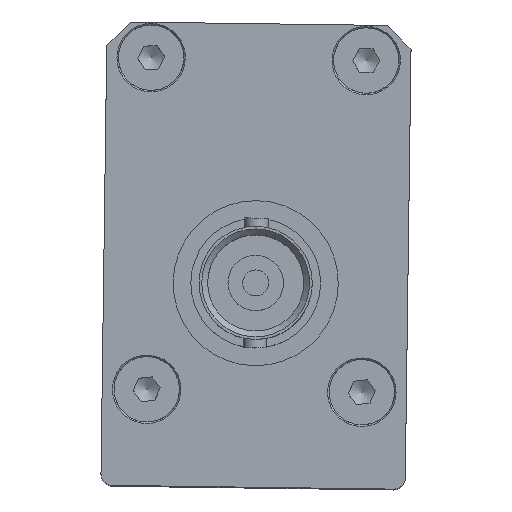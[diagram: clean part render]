
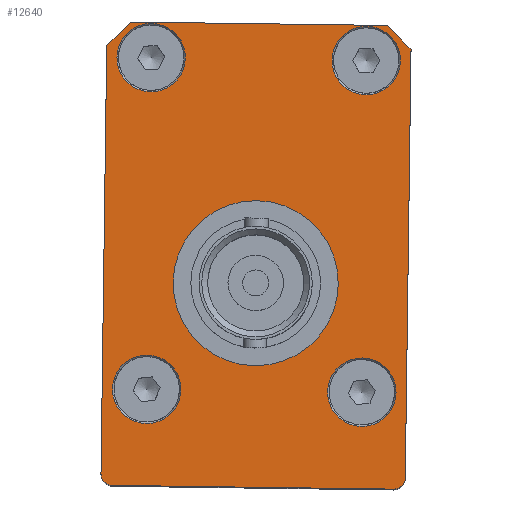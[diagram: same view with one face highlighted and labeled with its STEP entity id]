
A CAD part, top view. The second image highlights one B-rep face of the part: STEP entity #12640.
In plain terms, the highlighted planar face has unit normal (0, 0, 1).
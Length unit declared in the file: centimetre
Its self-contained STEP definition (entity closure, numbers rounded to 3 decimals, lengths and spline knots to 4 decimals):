
#459=FACE_BOUND($,#2197,.T.);
#460=FACE_BOUND($,#2198,.T.);
#461=FACE_BOUND($,#2199,.T.);
#462=FACE_BOUND($,#2200,.T.);
#463=FACE_BOUND($,#2201,.T.);
#464=FACE_BOUND($,#2202,.T.);
#730=CIRCLE($,#13390,0.7);
#731=CIRCLE($,#13391,0.7);
#732=CIRCLE($,#13392,0.1);
#733=CIRCLE($,#13393,0.1);
#734=CIRCLE($,#13394,0.29);
#735=CIRCLE($,#13395,0.29);
#736=CIRCLE($,#13396,0.29);
#737=CIRCLE($,#13397,0.29);
#2197=EDGE_LOOP($,(#10549,#10550));
#2198=EDGE_LOOP($,(#10551,#10552,#10553,#10554,#10555,#10556,#10557,#10558));
#2199=EDGE_LOOP($,(#10559));
#2200=EDGE_LOOP($,(#10560));
#2201=EDGE_LOOP($,(#10561));
#2202=EDGE_LOOP($,(#10562));
#3505=LINE($,#20899,#4732);
#3506=LINE($,#20901,#4733);
#3507=LINE($,#20903,#4734);
#3508=LINE($,#20905,#4735);
#3509=LINE($,#20907,#4736);
#3510=LINE($,#20910,#4737);
#4732=VECTOR($,#16057,3.63);
#4733=VECTOR($,#16058,0.2828);
#4734=VECTOR($,#16059,2.18);
#4735=VECTOR($,#16060,0.2828);
#4736=VECTOR($,#16061,3.63);
#4737=VECTOR($,#16064,2.38);
#5847=VERTEX_POINT($,#20891);
#5848=VERTEX_POINT($,#20892);
#5849=VERTEX_POINT($,#20895);
#5850=VERTEX_POINT($,#20896);
#5851=VERTEX_POINT($,#20898);
#5852=VERTEX_POINT($,#20900);
#5853=VERTEX_POINT($,#20902);
#5854=VERTEX_POINT($,#20904);
#5855=VERTEX_POINT($,#20906);
#5856=VERTEX_POINT($,#20908);
#5857=VERTEX_POINT($,#20911);
#5858=VERTEX_POINT($,#20913);
#5859=VERTEX_POINT($,#20915);
#5860=VERTEX_POINT($,#20917);
#7493=EDGE_CURVE($,#5847,#5848,#730,.T.);
#7494=EDGE_CURVE($,#5848,#5847,#731,.T.);
#7495=EDGE_CURVE($,#5849,#5850,#732,.T.);
#7496=EDGE_CURVE($,#5851,#5849,#3505,.T.);
#7497=EDGE_CURVE($,#5852,#5851,#3506,.T.);
#7498=EDGE_CURVE($,#5853,#5852,#3507,.T.);
#7499=EDGE_CURVE($,#5854,#5853,#3508,.T.);
#7500=EDGE_CURVE($,#5855,#5854,#3509,.T.);
#7501=EDGE_CURVE($,#5856,#5855,#733,.T.);
#7502=EDGE_CURVE($,#5850,#5856,#3510,.T.);
#7503=EDGE_CURVE($,#5857,#5857,#734,.T.);
#7504=EDGE_CURVE($,#5858,#5858,#735,.T.);
#7505=EDGE_CURVE($,#5859,#5859,#736,.T.);
#7506=EDGE_CURVE($,#5860,#5860,#737,.T.);
#10549=ORIENTED_EDGE($,*,*,#7493,.T.);
#10550=ORIENTED_EDGE($,*,*,#7494,.T.);
#10551=ORIENTED_EDGE($,*,*,#7495,.F.);
#10552=ORIENTED_EDGE($,*,*,#7496,.F.);
#10553=ORIENTED_EDGE($,*,*,#7497,.F.);
#10554=ORIENTED_EDGE($,*,*,#7498,.F.);
#10555=ORIENTED_EDGE($,*,*,#7499,.F.);
#10556=ORIENTED_EDGE($,*,*,#7500,.F.);
#10557=ORIENTED_EDGE($,*,*,#7501,.F.);
#10558=ORIENTED_EDGE($,*,*,#7502,.F.);
#10559=ORIENTED_EDGE($,*,*,#7503,.T.);
#10560=ORIENTED_EDGE($,*,*,#7504,.T.);
#10561=ORIENTED_EDGE($,*,*,#7505,.T.);
#10562=ORIENTED_EDGE($,*,*,#7506,.T.);
#11339=PLANE($,#13389);
#12640=ADVANCED_FACE($,(#459,#460,#461,#462,#463,#464),#11339,.T.);
#13389=AXIS2_PLACEMENT_3D($,#20890,#16049,#16050);
#13390=AXIS2_PLACEMENT_3D($,#20893,#16051,#16052);
#13391=AXIS2_PLACEMENT_3D($,#20894,#16053,#16054);
#13392=AXIS2_PLACEMENT_3D($,#20897,#16055,#16056);
#13393=AXIS2_PLACEMENT_3D($,#20909,#16062,#16063);
#13394=AXIS2_PLACEMENT_3D($,#20912,#16065,#16066);
#13395=AXIS2_PLACEMENT_3D($,#20914,#16067,#16068);
#13396=AXIS2_PLACEMENT_3D($,#20916,#16069,#16070);
#13397=AXIS2_PLACEMENT_3D($,#20918,#16071,#16072);
#16049=DIRECTION('center_axis',(0.,0.,
1.));
#16050=DIRECTION('ref_axis',(1.,-0.013,0.));
#16051=DIRECTION('center_axis',(0.,0.,
-1.));
#16052=DIRECTION('ref_axis',(1.,-0.013,0.));
#16053=DIRECTION('center_axis',(0.,0.,
-1.));
#16054=DIRECTION('ref_axis',(1.,-0.013,0.));
#16055=DIRECTION('center_axis',(0.,0.,
-1.));
#16056=DIRECTION('ref_axis',(0.698,-0.717,0.));
#16057=DIRECTION($,(-0.013,-1.,0.));
#16058=DIRECTION($,(0.698,-0.717,0.));
#16059=DIRECTION($,(1.,-0.013,0.));
#16060=DIRECTION($,(0.717,0.698,0.));
#16061=DIRECTION($,(0.013,1.,0.));
#16062=DIRECTION('center_axis',(0.,0.,
-1.));
#16063=DIRECTION('ref_axis',(-0.717,-0.698,0.));
#16064=DIRECTION($,(-1.,0.013,0.));
#16065=DIRECTION('center_axis',(0.,0.,
-1.));
#16066=DIRECTION('ref_axis',(-1.,0.013,0.));
#16067=DIRECTION('center_axis',(0.,0.,
-1.));
#16068=DIRECTION('ref_axis',(-1.,0.013,0.));
#16069=DIRECTION('center_axis',(0.,0.,
-1.));
#16070=DIRECTION('ref_axis',(-1.,0.013,0.));
#16071=DIRECTION('center_axis',(0.,0.,
-1.));
#16072=DIRECTION('ref_axis',(-1.,0.013,0.));
#20890=CARTESIAN_POINT('Origin',(-7.361,-0.6981,2.7493));
#20891=CARTESIAN_POINT('',(-8.064,-0.9237,2.7493));
#20892=CARTESIAN_POINT('',(-6.6642,-0.9425,2.7493));
#20893=CARTESIAN_POINT('Origin',(-7.3641,-0.9331,2.7493));
#20894=CARTESIAN_POINT('Origin',(-7.3641,-0.9331,2.7493));
#20895=CARTESIAN_POINT('',(-6.0961,-2.5803,2.7493));
#20896=CARTESIAN_POINT('',(-6.1974,-2.6789,2.7493));
#20897=CARTESIAN_POINT('Origin',(-6.1961,-2.5789,2.7493));
#20898=CARTESIAN_POINT('',(-6.0474,1.0494,2.7493));
#20899=CARTESIAN_POINT($,(-6.0447,1.2494,2.7493));
#20900=CARTESIAN_POINT('',(-6.2447,1.2521,2.7493));
#20901=CARTESIAN_POINT($,(-5.9796,0.9797,2.7493));
#20902=CARTESIAN_POINT('',(-8.4245,1.2813,2.7493));
#20903=CARTESIAN_POINT($,(-8.6245,1.284,2.7493));
#20904=CARTESIAN_POINT('',(-8.6272,1.084,2.7493));
#20905=CARTESIAN_POINT($,(-8.6968,1.0162,2.7493));
#20906=CARTESIAN_POINT('',(-8.6758,-2.5457,2.7493));
#20907=CARTESIAN_POINT($,(-8.6772,-2.6457,2.7493));
#20908=CARTESIAN_POINT('',(-8.5772,-2.647,2.7493));
#20909=CARTESIAN_POINT('Origin',(-8.5759,-2.547,2.7493));
#20910=CARTESIAN_POINT($,(-6.0974,-2.6803,2.7493));
#20911=CARTESIAN_POINT('',(-6.7167,0.9584,2.7493));
#20912=CARTESIAN_POINT('Origin',(-6.4267,0.9545,2.7493));
#20913=CARTESIAN_POINT('',(-8.5405,0.9828,2.7493));
#20914=CARTESIAN_POINT('Origin',(-8.2505,0.9789,2.7493));
#20915=CARTESIAN_POINT('',(-8.5782,-1.8289,2.7493));
#20916=CARTESIAN_POINT('Origin',(-8.2883,-1.8328,2.7493));
#20917=CARTESIAN_POINT('',(-6.7544,-1.8534,2.7493));
#20918=CARTESIAN_POINT('Origin',(-6.4644,-1.8573,2.7493));
